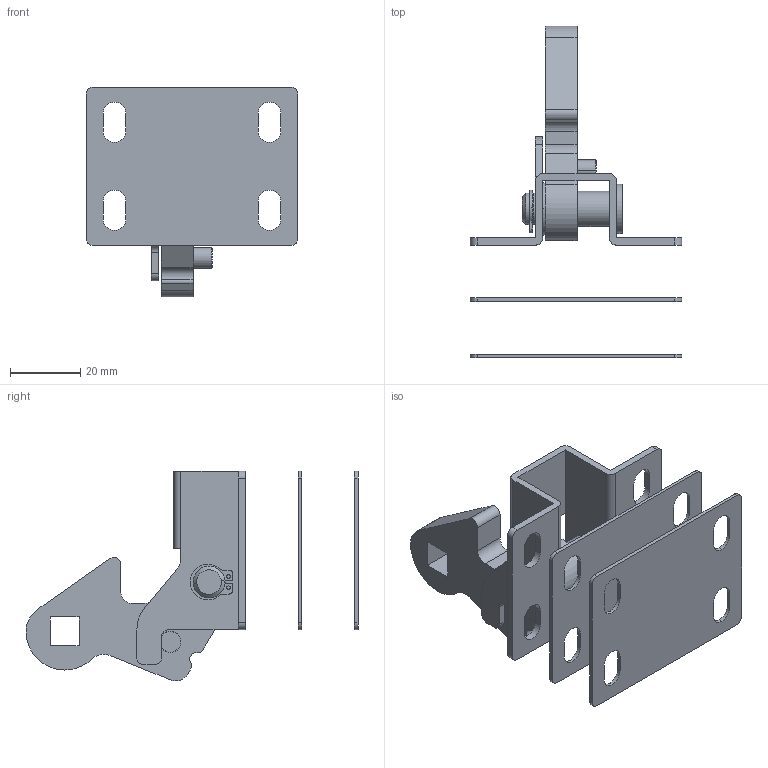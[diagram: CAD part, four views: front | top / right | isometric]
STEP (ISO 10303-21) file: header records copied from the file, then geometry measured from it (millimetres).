
FILE_DESCRIPTION (( 'STEP AP203' ), '1' );
FILE_NAME ('A-838-H.STEP', '2017-02-22T04:51:34', ( '' ), ( '' ), 'SwSTEP 2.0', 'SolidWorks 2014', '' );
FILE_SCHEMA (( 'CONFIG_CONTROL_DESIGN' ));
Length unit declared in the file: millimetre
Products named in the file (7): A-838-H_調整プレート_t=1.0; A-838-H_台座; A-838-H_止め輪; A-838-H; A-838-H_ヘッダーピン; A-838-H_フック; A-838-H_ワッシャー
Assembly tree (7 placements, depth 2):
  A-838-H
    A-838-H_台座
    A-838-H_フック
    A-838-H_ヘッダーピン
    A-838-H_ワッシャー
    A-838-H_止め輪
    A-838-H_調整プレート_t=1.0  x2
Bounding box: 60 x 94.27 x 59.57 mm (x, y, z)
Volume: 25319 mm3; surface area: 24967 mm2
Topology: 7 solids, 7 shells, 203 faces, 538 edges, 356 vertices
Faces by surface type: cylinder 109, plane 90, cone 4
Entity records: 6227 total; most frequent: DIRECTION 1010, CARTESIAN_POINT 937, ORIENTED_EDGE 908, EDGE_CURVE 454, AXIS2_PLACEMENT_3D 373, VERTEX_POINT 300, LINE 264, VECTOR 264
